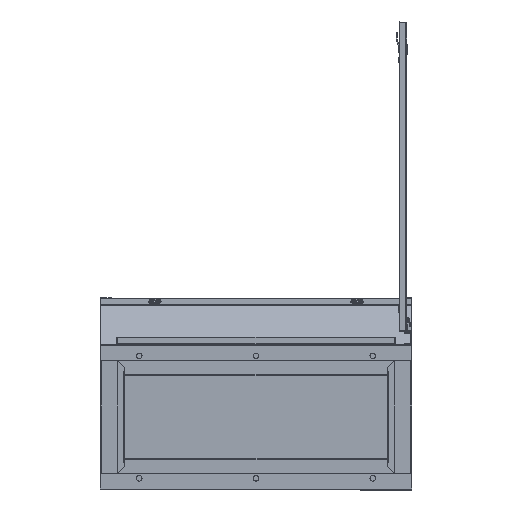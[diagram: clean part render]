
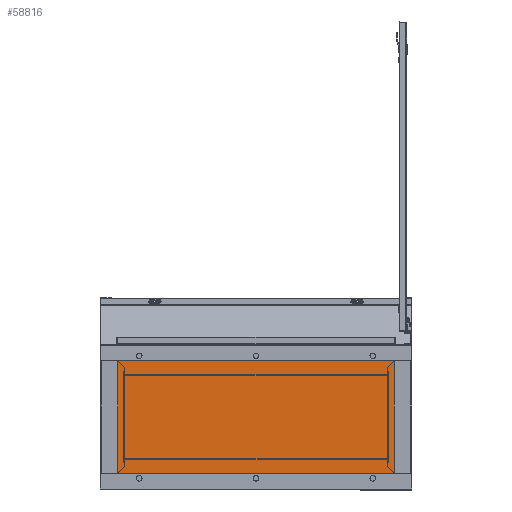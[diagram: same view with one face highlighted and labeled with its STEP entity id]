
A CAD part, front view. The second image highlights one B-rep face of the part: STEP entity #58816.
In plain terms, the highlighted face is planar.
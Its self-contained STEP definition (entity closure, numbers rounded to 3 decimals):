
#1347 = DIRECTION ( 'NONE',  ( -1., 0., 0. ) ) ;
#1883 = AXIS2_PLACEMENT_3D ( 'NONE', #3616, #48455, #37326 ) ;
#1976 = CARTESIAN_POINT ( 'NONE',  ( 20., 59., -1. ) ) ;
#2115 = DIRECTION ( 'NONE',  ( 1., 0., 0. ) ) ;
#3497 = EDGE_LOOP ( 'NONE', ( #42671, #47259, #3583, #41320 ) ) ;
#3583 = ORIENTED_EDGE ( 'NONE', *, *, #32797, .F. ) ;
#3616 = CARTESIAN_POINT ( 'NONE',  ( 27., 315., -1. ) ) ;
#4518 = DIRECTION ( 'NONE',  ( 0., 0., -1. ) ) ;
#4529 = VERTEX_POINT ( 'NONE', #45181 ) ;
#4807 = CARTESIAN_POINT ( 'NONE',  ( 0., 0., -1. ) ) ;
#5833 = LINE ( 'NONE', #27091, #7550 ) ;
#6639 = CARTESIAN_POINT ( 'NONE',  ( 767., 59., -1. ) ) ;
#6905 = DIRECTION ( 'NONE',  ( -1., 0., 0. ) ) ;
#7150 = DIRECTION ( 'NONE',  ( 0., 0., -1. ) ) ;
#7280 = DIRECTION ( 'NONE',  ( 0., 0., -1. ) ) ;
#7550 = VECTOR ( 'NONE', #21173, 1000. ) ;
#7726 = DIRECTION ( 'NONE',  ( -1., 0., 0. ) ) ;
#8788 = AXIS2_PLACEMENT_3D ( 'NONE', #67085, #44060, #49267 ) ;
#9302 = CARTESIAN_POINT ( 'NONE',  ( 34., 315., -1. ) ) ;
#9751 = VECTOR ( 'NONE', #39260, 1000. ) ;
#10333 = CIRCLE ( 'NONE', #32811, 7. ) ;
#11062 = VERTEX_POINT ( 'NONE', #17214 ) ;
#11887 = EDGE_LOOP ( 'NONE', ( #25497, #49288 ) ) ;
#12362 = EDGE_LOOP ( 'NONE', ( #53095, #35531 ) ) ;
#13372 = DIRECTION ( 'NONE',  ( 1., 0., 0. ) ) ;
#13728 = CARTESIAN_POINT ( 'NONE',  ( 767., 59., -1. ) ) ;
#14035 = CARTESIAN_POINT ( 'NONE',  ( 0., 0., -1. ) ) ;
#14689 = EDGE_CURVE ( 'NONE', #51695, #44786, #10333, .T. ) ;
#15461 = EDGE_CURVE ( 'NONE', #65364, #4529, #64003, .T. ) ;
#16088 = VERTEX_POINT ( 'NONE', #42624 ) ;
#16447 = VERTEX_POINT ( 'NONE', #54419 ) ;
#17016 = CARTESIAN_POINT ( 'NONE',  ( 794., 0., -1. ) ) ;
#17214 = CARTESIAN_POINT ( 'NONE',  ( 20., 315., -1. ) ) ;
#18069 = EDGE_CURVE ( 'NONE', #4529, #30029, #5833, .T. ) ;
#18099 = VERTEX_POINT ( 'NONE', #9302 ) ;
#18242 = EDGE_CURVE ( 'NONE', #42290, #16447, #50242, .T. ) ;
#18910 = VERTEX_POINT ( 'NONE', #42003 ) ;
#19492 = CIRCLE ( 'NONE', #38410, 7. ) ;
#20823 = AXIS2_PLACEMENT_3D ( 'NONE', #52106, #40248, #6905 ) ;
#21173 = DIRECTION ( 'NONE',  ( 0., -1., 0. ) ) ;
#21939 = CARTESIAN_POINT ( 'NONE',  ( 0., 0., -1. ) ) ;
#22242 = LINE ( 'NONE', #4807, #46840 ) ;
#23281 = CARTESIAN_POINT ( 'NONE',  ( 27., 59., -1. ) ) ;
#24792 = DIRECTION ( 'NONE',  ( 0., 0., -1. ) ) ;
#25497 = ORIENTED_EDGE ( 'NONE', *, *, #18242, .F. ) ;
#27091 = CARTESIAN_POINT ( 'NONE',  ( 0., 0., -1. ) ) ;
#28439 = EDGE_CURVE ( 'NONE', #44786, #51695, #72018, .T. ) ;
#29889 = DIRECTION ( 'NONE',  ( -1., 0., 0. ) ) ;
#30029 = VERTEX_POINT ( 'NONE', #14035 ) ;
#32683 = FACE_BOUND ( 'NONE', #11887, .T. ) ;
#32797 = EDGE_CURVE ( 'NONE', #69377, #65364, #61563, .T. ) ;
#32811 = AXIS2_PLACEMENT_3D ( 'NONE', #13728, #65261, #54843 ) ;
#32830 = EDGE_LOOP ( 'NONE', ( #57902, #67166 ) ) ;
#34947 = CARTESIAN_POINT ( 'NONE',  ( 27., 59., -1. ) ) ;
#34979 = CIRCLE ( 'NONE', #1883, 7. ) ;
#35439 = DIRECTION ( 'NONE',  ( 0., 0., -1. ) ) ;
#35498 = EDGE_LOOP ( 'NONE', ( #58020, #70827 ) ) ;
#35531 = ORIENTED_EDGE ( 'NONE', *, *, #28439, .F. ) ;
#35969 = CIRCLE ( 'NONE', #8788, 7. ) ;
#37326 = DIRECTION ( 'NONE',  ( 1., 0., 0. ) ) ;
#38410 = AXIS2_PLACEMENT_3D ( 'NONE', #34947, #7150, #46093 ) ;
#38592 = FACE_BOUND ( 'NONE', #12362, .T. ) ;
#39260 = DIRECTION ( 'NONE',  ( 0., 1., 0. ) ) ;
#39397 = VECTOR ( 'NONE', #1347, 1000. ) ;
#39895 = AXIS2_PLACEMENT_3D ( 'NONE', #58084, #7280, #29889 ) ;
#40248 = DIRECTION ( 'NONE',  ( 0., 0., -1. ) ) ;
#41320 = ORIENTED_EDGE ( 'NONE', *, *, #59933, .F. ) ;
#42003 = CARTESIAN_POINT ( 'NONE',  ( 774., 315., -1. ) ) ;
#42290 = VERTEX_POINT ( 'NONE', #1976 ) ;
#42584 = CARTESIAN_POINT ( 'NONE',  ( 774., 59., -1. ) ) ;
#42624 = CARTESIAN_POINT ( 'NONE',  ( 760., 315., -1. ) ) ;
#42671 = ORIENTED_EDGE ( 'NONE', *, *, #18069, .F. ) ;
#43437 = CARTESIAN_POINT ( 'NONE',  ( 794., 374., -1. ) ) ;
#44060 = DIRECTION ( 'NONE',  ( 0., 0., -1. ) ) ;
#44786 = VERTEX_POINT ( 'NONE', #42584 ) ;
#45181 = CARTESIAN_POINT ( 'NONE',  ( 0., 374., -1. ) ) ;
#46093 = DIRECTION ( 'NONE',  ( 1., 0., 0. ) ) ;
#46840 = VECTOR ( 'NONE', #13372, 1000. ) ;
#47259 = ORIENTED_EDGE ( 'NONE', *, *, #15461, .F. ) ;
#48455 = DIRECTION ( 'NONE',  ( 0., 0., -1. ) ) ;
#49041 = AXIS2_PLACEMENT_3D ( 'NONE', #23281, #35439, #2115 ) ;
#49267 = DIRECTION ( 'NONE',  ( 1., 0., 0. ) ) ;
#49288 = ORIENTED_EDGE ( 'NONE', *, *, #67324, .F. ) ;
#50068 = DIRECTION ( 'NONE',  ( -1., 0., 0. ) ) ;
#50242 = CIRCLE ( 'NONE', #49041, 7. ) ;
#51695 = VERTEX_POINT ( 'NONE', #52020 ) ;
#51864 = AXIS2_PLACEMENT_3D ( 'NONE', #6639, #24792, #7726 ) ;
#52020 = CARTESIAN_POINT ( 'NONE',  ( 760., 59., -1. ) ) ;
#52104 = CARTESIAN_POINT ( 'NONE',  ( 0., 374., -1. ) ) ;
#52106 = CARTESIAN_POINT ( 'NONE',  ( 767., 315., -1. ) ) ;
#53095 = ORIENTED_EDGE ( 'NONE', *, *, #14689, .F. ) ;
#54419 = CARTESIAN_POINT ( 'NONE',  ( 34., 59., -1. ) ) ;
#54843 = DIRECTION ( 'NONE',  ( -1., 0., 0. ) ) ;
#57902 = ORIENTED_EDGE ( 'NONE', *, *, #68343, .F. ) ;
#58020 = ORIENTED_EDGE ( 'NONE', *, *, #68597, .F. ) ;
#58084 = CARTESIAN_POINT ( 'NONE',  ( 767., 315., -1. ) ) ;
#58816 = ADVANCED_FACE ( 'NONE', ( #66095, #32683, #38592, #72739, #60505 ), #61596, .T. ) ;
#59933 = EDGE_CURVE ( 'NONE', #30029, #69377, #22242, .T. ) ;
#60505 = FACE_OUTER_BOUND ( 'NONE', #3497, .T. ) ;
#61563 = LINE ( 'NONE', #67150, #9751 ) ;
#61596 = PLANE ( 'NONE',  #71635 ) ;
#61819 = EDGE_CURVE ( 'NONE', #18910, #16088, #71911, .T. ) ;
#64003 = LINE ( 'NONE', #52104, #39397 ) ;
#65261 = DIRECTION ( 'NONE',  ( 0., 0., -1. ) ) ;
#65364 = VERTEX_POINT ( 'NONE', #43437 ) ;
#66095 = FACE_BOUND ( 'NONE', #32830, .T. ) ;
#66911 = EDGE_CURVE ( 'NONE', #18099, #11062, #35969, .T. ) ;
#67085 = CARTESIAN_POINT ( 'NONE',  ( 27., 315., -1. ) ) ;
#67150 = CARTESIAN_POINT ( 'NONE',  ( 794., 0., -1. ) ) ;
#67166 = ORIENTED_EDGE ( 'NONE', *, *, #66911, .F. ) ;
#67324 = EDGE_CURVE ( 'NONE', #16447, #42290, #19492, .T. ) ;
#68343 = EDGE_CURVE ( 'NONE', #11062, #18099, #34979, .T. ) ;
#68597 = EDGE_CURVE ( 'NONE', #16088, #18910, #72914, .T. ) ;
#69377 = VERTEX_POINT ( 'NONE', #17016 ) ;
#70827 = ORIENTED_EDGE ( 'NONE', *, *, #61819, .F. ) ;
#71635 = AXIS2_PLACEMENT_3D ( 'NONE', #21939, #4518, #50068 ) ;
#71911 = CIRCLE ( 'NONE', #39895, 7. ) ;
#72018 = CIRCLE ( 'NONE', #51864, 7. ) ;
#72739 = FACE_BOUND ( 'NONE', #35498, .T. ) ;
#72914 = CIRCLE ( 'NONE', #20823, 7. ) ;
